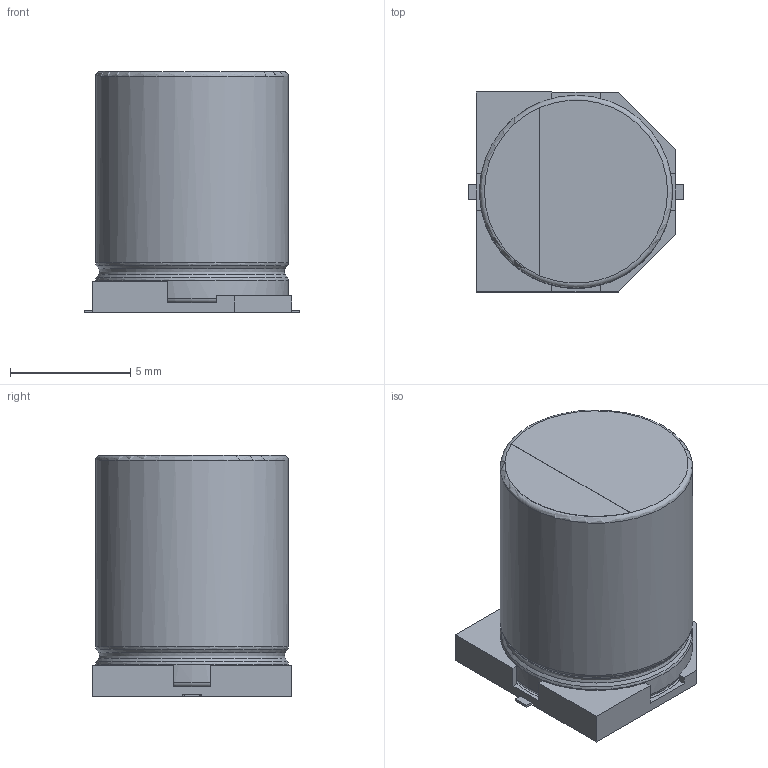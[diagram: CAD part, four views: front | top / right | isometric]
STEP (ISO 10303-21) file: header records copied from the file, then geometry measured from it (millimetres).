
FILE_DESCRIPTION(('FreeCAD Model'),'2;1');
FILE_NAME('140CLH_0810.stp', '2017-11-08T18:21:41',('Author'),(''), 'Open CASCADE STEP processor 6.8','FreeCAD','Unknown');
FILE_SCHEMA(('AUTOMOTIVE_DESIGN_CC2 { 1 2 10303 214 -1 1 5 4 }'));
Length unit declared in the file: millimetre
Products named in the file (5): ASSEMBLY; Pad001; Fillet002_(Mirror_#1); Chamfer; Fillet002
Assembly tree (4 placements, depth 2):
  ASSEMBLY
    Pad001
    Fillet002_(Mirror_#1)
    Chamfer
    Fillet002
Bounding box: 8.9 x 8.3 x 10.01 mm (x, y, z)
Volume: 511.1 mm3; surface area: 519.4 mm2
Topology: 4 solids, 4 shells, 83 faces, 204 edges, 126 vertices
Faces by surface type: plane 59, cylinder 17, bspline 3, torus 2, cone 2
Full cylindrical faces by diameter (mm): 0.8 x2, 6.4 x1, 8 x2
Entity records: 5540 total; most frequent: CARTESIAN_POINT 1395, DIRECTION 693, ORIENTED_EDGE 408, PCURVE 408, DEFINITIONAL_REPRESENTATION 408, LINE 400, VECTOR 400, EDGE_CURVE 204
